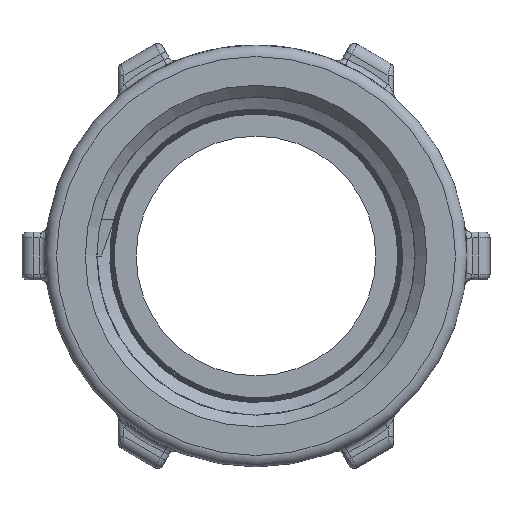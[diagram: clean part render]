
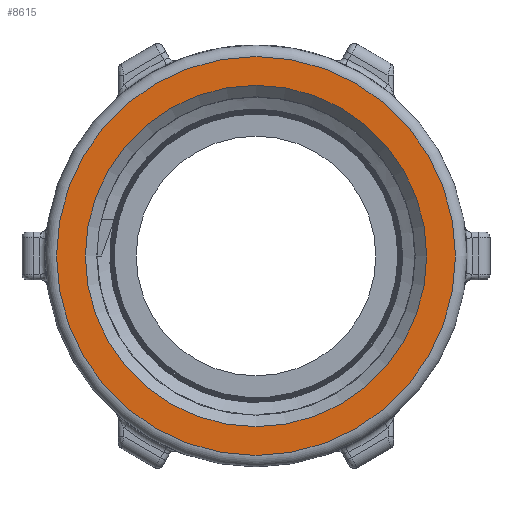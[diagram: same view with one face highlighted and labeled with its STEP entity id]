
A CAD part, left-side view. The second image highlights one B-rep face of the part: STEP entity #8615.
In plain terms, the highlighted planar face has unit normal (-1, 0, 0).
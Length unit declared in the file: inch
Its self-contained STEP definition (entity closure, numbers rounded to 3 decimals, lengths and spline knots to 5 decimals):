
#103=FACE_BOUND($,#1633,.T.);
#104=FACE_BOUND($,#1634,.T.);
#182=PLANE($,#9269);
#1633=EDGE_LOOP($,(#6366));
#1634=EDGE_LOOP($,(#6367));
#3389=CIRCLE($,#9268,1.04);
#3390=CIRCLE($,#9270,0.89);
#3719=VERTEX_POINT($,#13543);
#3720=VERTEX_POINT($,#13546);
#4721=EDGE_CURVE($,#3719,#3719,#3389,.T.);
#4722=EDGE_CURVE($,#3720,#3720,#3390,.T.);
#6366=ORIENTED_EDGE($,*,*,#4722,.T.);
#6367=ORIENTED_EDGE($,*,*,#4721,.F.);
#8615=ADVANCED_FACE($,(#103,#104),#182,.T.);
#9268=AXIS2_PLACEMENT_3D($,#13544,#10320,#10321);
#9269=AXIS2_PLACEMENT_3D($,#13545,#10322,#10323);
#9270=AXIS2_PLACEMENT_3D($,#13547,#10324,#10325);
#10320=DIRECTION('center_axis',(1.,0.,0.));
#10321=DIRECTION('ref_axis',(0.,-1.,0.));
#10322=DIRECTION('center_axis',(-1.,0.,0.));
#10323=DIRECTION('ref_axis',(0.,0.,1.));
#10324=DIRECTION('center_axis',(1.,0.,0.));
#10325=DIRECTION('ref_axis',(0.,1.,0.));
#13543=CARTESIAN_POINT('',(-1.25,1.04,0.));
#13544=CARTESIAN_POINT('Origin',(-1.25,0.,0.));
#13545=CARTESIAN_POINT('Origin',(-1.25,0.995,0.));
#13546=CARTESIAN_POINT('',(-1.25,0.89,0.));
#13547=CARTESIAN_POINT('Origin',(-1.25,0.,0.));
